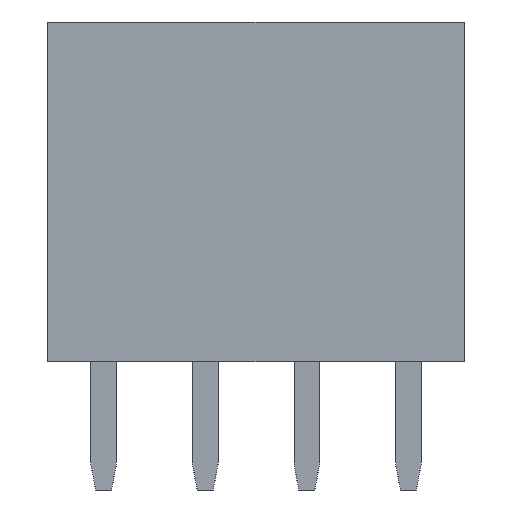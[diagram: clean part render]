
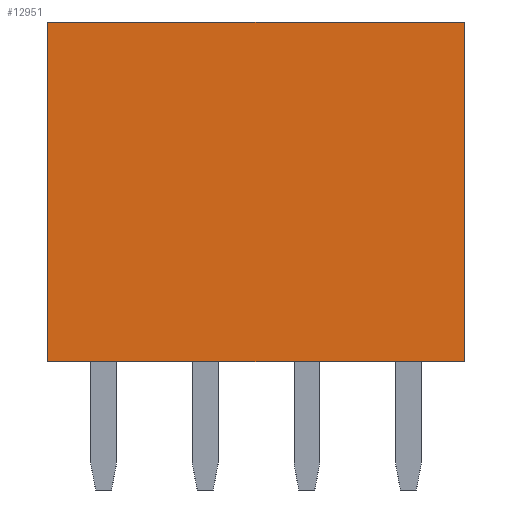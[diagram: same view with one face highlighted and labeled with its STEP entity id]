
A CAD part, front view. The second image highlights one B-rep face of the part: STEP entity #12951.
In plain terms, the highlighted planar face has unit normal (0, -1, 0).
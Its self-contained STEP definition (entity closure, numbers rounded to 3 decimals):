
#5863 = PLANE('',#5864);
#5864 = AXIS2_PLACEMENT_3D('',#5865,#5866,#5867);
#5865 = CARTESIAN_POINT('',(-5.205,-1.013,0.));
#5866 = DIRECTION('',(0.,0.,-1.));
#5867 = DIRECTION('',(0.,1.,0.));
#6156 = PLANE('',#6157);
#6157 = AXIS2_PLACEMENT_3D('',#6158,#6159,#6160);
#6158 = CARTESIAN_POINT('',(-5.205,0.,8.5));
#6159 = DIRECTION('',(0.,0.,1.));
#6160 = DIRECTION('',(0.,-1.,0.));
#7239 = PLANE('',#7240);
#7240 = AXIS2_PLACEMENT_3D('',#7241,#7242,#7243);
#7241 = CARTESIAN_POINT('',(5.205,0.,4.101));
#7242 = DIRECTION('',(1.,0.,0.));
#7243 = DIRECTION('',(0.,1.,0.));
#7826 = VERTEX_POINT('',#7827);
#7827 = CARTESIAN_POINT('',(5.205,-1.25,0.));
#7848 = EDGE_CURVE('',#7849,#7826,#7851,.T.);
#7849 = VERTEX_POINT('',#7850);
#7850 = CARTESIAN_POINT('',(-5.205,-1.25,0.));
#7851 = SURFACE_CURVE('',#7852,(#7856,#7863),.PCURVE_S1.);
#7852 = LINE('',#7853,#7854);
#7853 = CARTESIAN_POINT('',(-5.205,-1.25,0.));
#7854 = VECTOR('',#7855,1.);
#7855 = DIRECTION('',(1.,0.,0.));
#7856 = PCURVE('',#5863,#7857);
#7857 = DEFINITIONAL_REPRESENTATION('',(#7858),#7862);
#7858 = LINE('',#7859,#7860);
#7859 = CARTESIAN_POINT('',(-0.238,0.));
#7860 = VECTOR('',#7861,1.);
#7861 = DIRECTION('',(0.,1.));
#7862 = ( GEOMETRIC_REPRESENTATION_CONTEXT(2) 
PARAMETRIC_REPRESENTATION_CONTEXT() REPRESENTATION_CONTEXT('2D SPACE',''
  ) );
#7863 = PCURVE('',#7864,#7869);
#7864 = PLANE('',#7865);
#7865 = AXIS2_PLACEMENT_3D('',#7866,#7867,#7868);
#7866 = CARTESIAN_POINT('',(-5.205,-1.25,4.25));
#7867 = DIRECTION('',(0.,-1.,0.));
#7868 = DIRECTION('',(0.,0.,-1.));
#7869 = DEFINITIONAL_REPRESENTATION('',(#7870),#7874);
#7870 = LINE('',#7871,#7872);
#7871 = CARTESIAN_POINT('',(4.25,0.));
#7872 = VECTOR('',#7873,1.);
#7873 = DIRECTION('',(0.,1.));
#7874 = ( GEOMETRIC_REPRESENTATION_CONTEXT(2) 
PARAMETRIC_REPRESENTATION_CONTEXT() REPRESENTATION_CONTEXT('2D SPACE',''
  ) );
#7892 = PLANE('',#7893);
#7893 = AXIS2_PLACEMENT_3D('',#7894,#7895,#7896);
#7894 = CARTESIAN_POINT('',(-5.205,0.,4.101)
  );
#7895 = DIRECTION('',(1.,0.,0.));
#7896 = DIRECTION('',(0.,1.,0.));
#12365 = VERTEX_POINT('',#12366);
#12366 = CARTESIAN_POINT('',(5.205,-1.25,8.5));
#12418 = VERTEX_POINT('',#12419);
#12419 = CARTESIAN_POINT('',(-5.205,-1.25,8.5));
#12440 = EDGE_CURVE('',#12418,#12365,#12441,.T.);
#12441 = SURFACE_CURVE('',#12442,(#12446,#12453),.PCURVE_S1.);
#12442 = LINE('',#12443,#12444);
#12443 = CARTESIAN_POINT('',(-5.205,-1.25,8.5));
#12444 = VECTOR('',#12445,1.);
#12445 = DIRECTION('',(1.,0.,0.));
#12446 = PCURVE('',#6156,#12447);
#12447 = DEFINITIONAL_REPRESENTATION('',(#12448),#12452);
#12448 = LINE('',#12449,#12450);
#12449 = CARTESIAN_POINT('',(1.25,0.));
#12450 = VECTOR('',#12451,1.);
#12451 = DIRECTION('',(0.,1.));
#12452 = ( GEOMETRIC_REPRESENTATION_CONTEXT(2) 
PARAMETRIC_REPRESENTATION_CONTEXT() REPRESENTATION_CONTEXT('2D SPACE',''
  ) );
#12453 = PCURVE('',#7864,#12454);
#12454 = DEFINITIONAL_REPRESENTATION('',(#12455),#12459);
#12455 = LINE('',#12456,#12457);
#12456 = CARTESIAN_POINT('',(-4.25,0.));
#12457 = VECTOR('',#12458,1.);
#12458 = DIRECTION('',(0.,1.));
#12459 = ( GEOMETRIC_REPRESENTATION_CONTEXT(2) 
PARAMETRIC_REPRESENTATION_CONTEXT() REPRESENTATION_CONTEXT('2D SPACE',''
  ) );
#12951 = ADVANCED_FACE('',(#12952),#7864,.T.);
#12952 = FACE_BOUND('',#12953,.T.);
#12953 = EDGE_LOOP('',(#12954,#12975,#12976,#12997));
#12954 = ORIENTED_EDGE('',*,*,#12955,.T.);
#12955 = EDGE_CURVE('',#7826,#12365,#12956,.T.);
#12956 = SURFACE_CURVE('',#12957,(#12961,#12968),.PCURVE_S1.);
#12957 = LINE('',#12958,#12959);
#12958 = CARTESIAN_POINT('',(5.205,-1.25,0.));
#12959 = VECTOR('',#12960,1.);
#12960 = DIRECTION('',(0.,0.,1.));
#12961 = PCURVE('',#7864,#12962);
#12962 = DEFINITIONAL_REPRESENTATION('',(#12963),#12967);
#12963 = LINE('',#12964,#12965);
#12964 = CARTESIAN_POINT('',(4.25,10.41));
#12965 = VECTOR('',#12966,1.);
#12966 = DIRECTION('',(-1.,0.));
#12967 = ( GEOMETRIC_REPRESENTATION_CONTEXT(2) 
PARAMETRIC_REPRESENTATION_CONTEXT() REPRESENTATION_CONTEXT('2D SPACE',''
  ) );
#12968 = PCURVE('',#7239,#12969);
#12969 = DEFINITIONAL_REPRESENTATION('',(#12970),#12974);
#12970 = LINE('',#12971,#12972);
#12971 = CARTESIAN_POINT('',(-1.25,-4.101));
#12972 = VECTOR('',#12973,1.);
#12973 = DIRECTION('',(0.,1.));
#12974 = ( GEOMETRIC_REPRESENTATION_CONTEXT(2) 
PARAMETRIC_REPRESENTATION_CONTEXT() REPRESENTATION_CONTEXT('2D SPACE',''
  ) );
#12975 = ORIENTED_EDGE('',*,*,#12440,.F.);
#12976 = ORIENTED_EDGE('',*,*,#12977,.F.);
#12977 = EDGE_CURVE('',#7849,#12418,#12978,.T.);
#12978 = SURFACE_CURVE('',#12979,(#12983,#12990),.PCURVE_S1.);
#12979 = LINE('',#12980,#12981);
#12980 = CARTESIAN_POINT('',(-5.205,-1.25,0.));
#12981 = VECTOR('',#12982,1.);
#12982 = DIRECTION('',(0.,0.,1.));
#12983 = PCURVE('',#7864,#12984);
#12984 = DEFINITIONAL_REPRESENTATION('',(#12985),#12989);
#12985 = LINE('',#12986,#12987);
#12986 = CARTESIAN_POINT('',(4.25,0.));
#12987 = VECTOR('',#12988,1.);
#12988 = DIRECTION('',(-1.,0.));
#12989 = ( GEOMETRIC_REPRESENTATION_CONTEXT(2) 
PARAMETRIC_REPRESENTATION_CONTEXT() REPRESENTATION_CONTEXT('2D SPACE',''
  ) );
#12990 = PCURVE('',#7892,#12991);
#12991 = DEFINITIONAL_REPRESENTATION('',(#12992),#12996);
#12992 = LINE('',#12993,#12994);
#12993 = CARTESIAN_POINT('',(-1.25,-4.101));
#12994 = VECTOR('',#12995,1.);
#12995 = DIRECTION('',(0.,1.));
#12996 = ( GEOMETRIC_REPRESENTATION_CONTEXT(2) 
PARAMETRIC_REPRESENTATION_CONTEXT() REPRESENTATION_CONTEXT('2D SPACE',''
  ) );
#12997 = ORIENTED_EDGE('',*,*,#7848,.T.);
